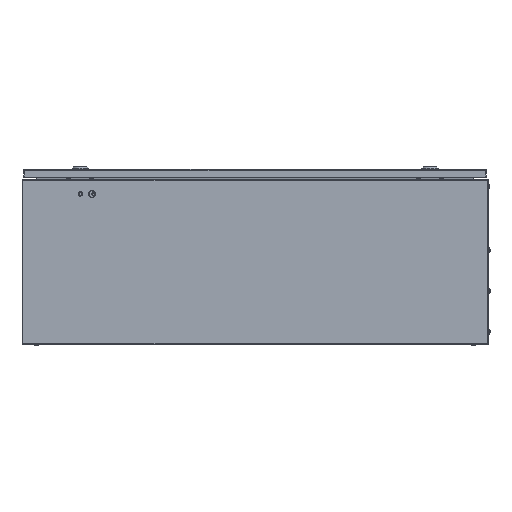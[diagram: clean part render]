
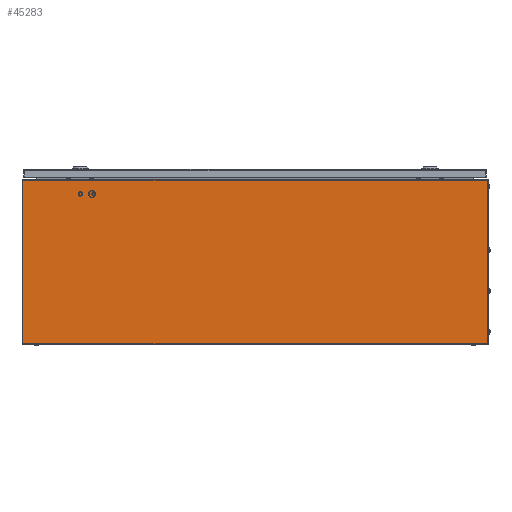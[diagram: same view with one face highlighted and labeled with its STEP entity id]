
A CAD part, left-side view. The second image highlights one B-rep face of the part: STEP entity #45283.
In plain terms, the highlighted planar face has unit normal (-1, 0, 0).
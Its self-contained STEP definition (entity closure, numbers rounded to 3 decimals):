
#2878 = LINE ( 'NONE', #46798, #17124 ) ;
#3209 = DIRECTION ( 'NONE',  ( 0., -1., 0. ) ) ;
#4704 = VECTOR ( 'NONE', #3209, 1000. ) ;
#5788 = CARTESIAN_POINT ( 'NONE',  ( 0., 0., 283. ) ) ;
#7715 = DIRECTION ( 'NONE',  ( 0., 0., -1. ) ) ;
#7939 = ORIENTED_EDGE ( 'NONE', *, *, #63453, .F. ) ;
#11242 = LINE ( 'NONE', #21994, #17463 ) ;
#13388 = DIRECTION ( 'NONE',  ( 0., -1., 0. ) ) ;
#17124 = VECTOR ( 'NONE', #40804, 1000. ) ;
#17463 = VECTOR ( 'NONE', #28394, 1000. ) ;
#18794 = CARTESIAN_POINT ( 'NONE',  ( 0., 0., 283. ) ) ;
#21994 = CARTESIAN_POINT ( 'NONE',  ( 0., 0., 283. ) ) ;
#23391 = LINE ( 'NONE', #67682, #50403 ) ;
#25417 = AXIS2_PLACEMENT_3D ( 'NONE', #18794, #41301, #7715 ) ;
#28394 = DIRECTION ( 'NONE',  ( 0., 0., -1. ) ) ;
#29925 = CARTESIAN_POINT ( 'NONE',  ( 0., 800., 283. ) ) ;
#30499 = ORIENTED_EDGE ( 'NONE', *, *, #32810, .T. ) ;
#32810 = EDGE_CURVE ( 'NONE', #43754, #52610, #23391, .T. ) ;
#32972 = VERTEX_POINT ( 'NONE', #5788 ) ;
#35663 = ORIENTED_EDGE ( 'NONE', *, *, #44454, .F. ) ;
#36298 = PLANE ( 'NONE',  #25417 ) ;
#36790 = CARTESIAN_POINT ( 'NONE',  ( 0., 0., 283. ) ) ;
#38121 = CARTESIAN_POINT ( 'NONE',  ( 0., 800., 0. ) ) ;
#40804 = DIRECTION ( 'NONE',  ( 0., 0., -1. ) ) ;
#41301 = DIRECTION ( 'NONE',  ( 1., 0., 0. ) ) ;
#43754 = VERTEX_POINT ( 'NONE', #38121 ) ;
#44454 = EDGE_CURVE ( 'NONE', #60774, #32972, #47143, .T. ) ;
#45283 = ADVANCED_FACE ( 'NONE', ( #56666 ), #36298, .F. ) ;
#46798 = CARTESIAN_POINT ( 'NONE',  ( 0., 800., 283. ) ) ;
#47143 = LINE ( 'NONE', #36790, #4704 ) ;
#50403 = VECTOR ( 'NONE', #13388, 1000. ) ;
#51758 = CARTESIAN_POINT ( 'NONE',  ( 0., 0., 0. ) ) ;
#52610 = VERTEX_POINT ( 'NONE', #51758 ) ;
#56666 = FACE_OUTER_BOUND ( 'NONE', #69069, .T. ) ;
#60774 = VERTEX_POINT ( 'NONE', #29925 ) ;
#63453 = EDGE_CURVE ( 'NONE', #32972, #52610, #11242, .T. ) ;
#67682 = CARTESIAN_POINT ( 'NONE',  ( 0., 0., 0. ) ) ;
#67942 = ORIENTED_EDGE ( 'NONE', *, *, #70657, .T. ) ;
#69069 = EDGE_LOOP ( 'NONE', ( #30499, #7939, #35663, #67942 ) ) ;
#70657 = EDGE_CURVE ( 'NONE', #60774, #43754, #2878, .T. ) ;
